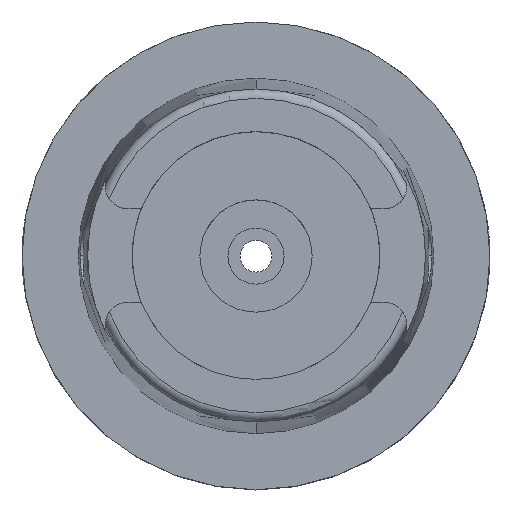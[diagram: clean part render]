
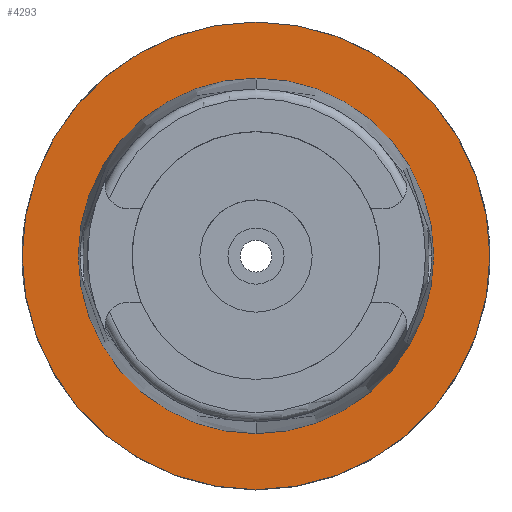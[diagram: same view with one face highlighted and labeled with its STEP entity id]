
A CAD part, top view. The second image highlights one B-rep face of the part: STEP entity #4293.
In plain terms, the highlighted planar face has unit normal (0, 0, 1).
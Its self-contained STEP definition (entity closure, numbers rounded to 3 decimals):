
#2114=CARTESIAN_POINT('',(0.,0.,0.));
#2115=DIRECTION('',(0.,0.,-1.));
#2116=DIRECTION('',(0.,-1.,0.));
#2117=AXIS2_PLACEMENT_3D('',#2114,#2115,#2116);
#2122=CARTESIAN_POINT('',(0.,0.,0.));
#2123=DIRECTION('',(0.,0.,-1.));
#2124=DIRECTION('',(0.,1.,0.));
#2125=AXIS2_PLACEMENT_3D('',#2122,#2123,#2124);
#2130=CARTESIAN_POINT('',(0.,0.,0.));
#2131=DIRECTION('',(0.,0.,1.));
#2132=DIRECTION('',(0.,-1.,0.));
#2133=AXIS2_PLACEMENT_3D('',#2130,#2131,#2132);
#2138=CARTESIAN_POINT('',(0.,0.,0.));
#2139=DIRECTION('',(0.,0.,1.));
#2140=DIRECTION('',(0.,1.,0.));
#2141=AXIS2_PLACEMENT_3D('',#2138,#2139,#2140);
#2438=CARTESIAN_POINT('',(0.,-38.,0.));
#2439=VERTEX_POINT('',#2438);
#2440=CARTESIAN_POINT('',(0.,38.,0.));
#2441=VERTEX_POINT('',#2440);
#2703=CARTESIAN_POINT('',(0.,50.,0.));
#2704=VERTEX_POINT('',#2703);
#2705=CARTESIAN_POINT('',(0.,-50.,0.));
#2706=VERTEX_POINT('',#2705);
#4280=CARTESIAN_POINT('',(0.,0.,0.));
#4281=DIRECTION('',(0.,0.,1.));
#4282=DIRECTION('',(0.,1.,0.));
#4283=AXIS2_PLACEMENT_3D('',#4280,#4281,#4282);
#4284=PLANE('',#4283);
#4285=ORIENTED_EDGE('',*,*,#4045,.T.);
#4286=ORIENTED_EDGE('',*,*,#4154,.T.);
#4287=EDGE_LOOP('',(#4285,#4286));
#4288=FACE_OUTER_BOUND('',#4287,.F.);
#4289=ORIENTED_EDGE('',*,*,#2941,.T.);
#4290=ORIENTED_EDGE('',*,*,#2912,.T.);
#4291=EDGE_LOOP('',(#4289,#4290));
#4292=FACE_BOUND('',#4291,.F.);
#2118=CIRCLE('',#2117,50.);
#2126=CIRCLE('',#2125,50.);
#2134=CIRCLE('',#2133,38.);
#2142=CIRCLE('',#2141,38.);
#2912=EDGE_CURVE('',#2441,#2439,#2142,.T.);
#2941=EDGE_CURVE('',#2439,#2441,#2134,.T.);
#4045=EDGE_CURVE('',#2706,#2704,#2118,.T.);
#4154=EDGE_CURVE('',#2704,#2706,#2126,.T.);
#4293=ADVANCED_FACE('',(#4288,#4292),#4284,.T.);
